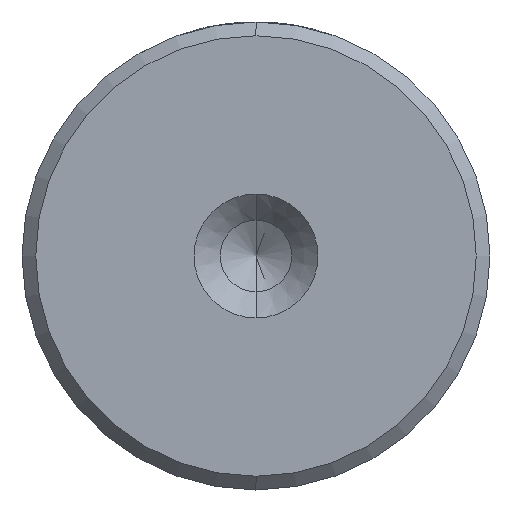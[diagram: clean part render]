
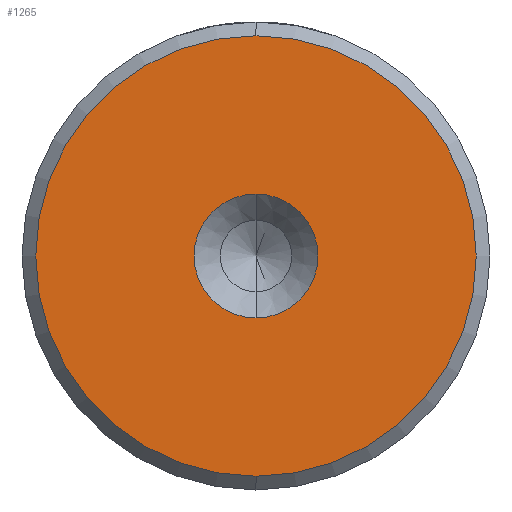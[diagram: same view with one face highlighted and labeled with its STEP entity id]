
A CAD part, left-side view. The second image highlights one B-rep face of the part: STEP entity #1265.
In plain terms, the highlighted planar face has unit normal (-1, 0, 0).
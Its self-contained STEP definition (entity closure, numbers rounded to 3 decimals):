
#7 = AXIS2_PLACEMENT_3D ( 'NONE', #601, #397, #385 ) ;
#22 = PLANE ( 'NONE',  #2377 ) ;
#94 = AXIS2_PLACEMENT_3D ( 'NONE', #1727, #531, #1931 ) ;
#135 = CARTESIAN_POINT ( 'NONE',  ( 0., 0., 0. ) ) ;
#140 = VERTEX_POINT ( 'NONE', #1067 ) ;
#158 = DIRECTION ( 'NONE',  ( -1., 0., 0. ) ) ;
#204 = CIRCLE ( 'NONE', #1339, 2.25 ) ;
#234 = VERTEX_POINT ( 'NONE', #1499 ) ;
#237 = DIRECTION ( 'NONE',  ( -1., 0., 0. ) ) ;
#333 = ORIENTED_EDGE ( 'NONE', *, *, #738, .F. ) ;
#346 = DIRECTION ( 'NONE',  ( 0., 0., 1. ) ) ;
#385 = DIRECTION ( 'NONE',  ( 0., 0., 1. ) ) ;
#397 = DIRECTION ( 'NONE',  ( -1., 0., 0. ) ) ;
#422 = EDGE_CURVE ( 'NONE', #140, #1679, #1199, .T. ) ;
#531 = DIRECTION ( 'NONE',  ( -1., 0., 0. ) ) ;
#555 = AXIS2_PLACEMENT_3D ( 'NONE', #1362, #158, #1567 ) ;
#601 = CARTESIAN_POINT ( 'NONE',  ( 0., 0., 0. ) ) ;
#655 = VERTEX_POINT ( 'NONE', #1733 ) ;
#738 = EDGE_CURVE ( 'NONE', #234, #655, #1885, .T. ) ;
#811 = FACE_OUTER_BOUND ( 'NONE', #889, .T. ) ;
#872 = EDGE_CURVE ( 'NONE', #1679, #140, #1019, .T. ) ;
#889 = EDGE_LOOP ( 'NONE', ( #1010, #1705 ) ) ;
#989 = CARTESIAN_POINT ( 'NONE',  ( 0., 0., -8. ) ) ;
#1010 = ORIENTED_EDGE ( 'NONE', *, *, #872, .T. ) ;
#1019 = CIRCLE ( 'NONE', #555, 8. ) ;
#1025 = CARTESIAN_POINT ( 'NONE',  ( 0., 0., 0. ) ) ;
#1067 = CARTESIAN_POINT ( 'NONE',  ( 0., 0., 8. ) ) ;
#1199 = CIRCLE ( 'NONE', #7, 8. ) ;
#1265 = ADVANCED_FACE ( 'NONE', ( #811, #1882 ), #22, .T. ) ;
#1339 = AXIS2_PLACEMENT_3D ( 'NONE', #135, #1539, #346 ) ;
#1362 = CARTESIAN_POINT ( 'NONE',  ( 0., 0., 0. ) ) ;
#1499 = CARTESIAN_POINT ( 'NONE',  ( 0., 0., 2.25 ) ) ;
#1539 = DIRECTION ( 'NONE',  ( -1., 0., 0. ) ) ;
#1541 = EDGE_CURVE ( 'NONE', #655, #234, #204, .T. ) ;
#1567 = DIRECTION ( 'NONE',  ( 0., 0., 1. ) ) ;
#1635 = DIRECTION ( 'NONE',  ( 0., 0., 1. ) ) ;
#1679 = VERTEX_POINT ( 'NONE', #989 ) ;
#1705 = ORIENTED_EDGE ( 'NONE', *, *, #422, .T. ) ;
#1727 = CARTESIAN_POINT ( 'NONE',  ( 0., 0., 0. ) ) ;
#1733 = CARTESIAN_POINT ( 'NONE',  ( 0., 0., -2.25 ) ) ;
#1882 = FACE_BOUND ( 'NONE', #2354, .T. ) ;
#1885 = CIRCLE ( 'NONE', #94, 2.25 ) ;
#1926 = ORIENTED_EDGE ( 'NONE', *, *, #1541, .F. ) ;
#1931 = DIRECTION ( 'NONE',  ( 0., 0., 1. ) ) ;
#2354 = EDGE_LOOP ( 'NONE', ( #333, #1926 ) ) ;
#2377 = AXIS2_PLACEMENT_3D ( 'NONE', #1025, #237, #1635 ) ;
